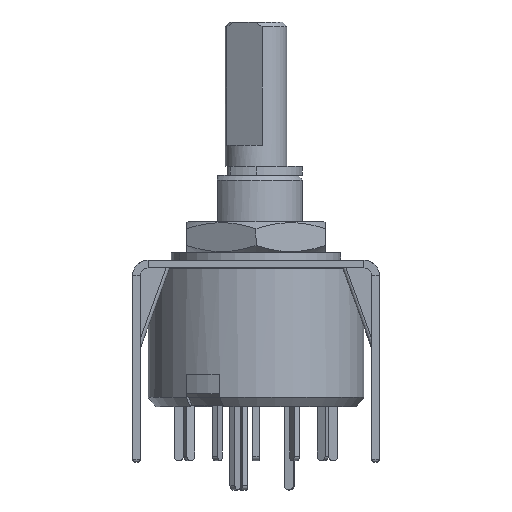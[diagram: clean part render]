
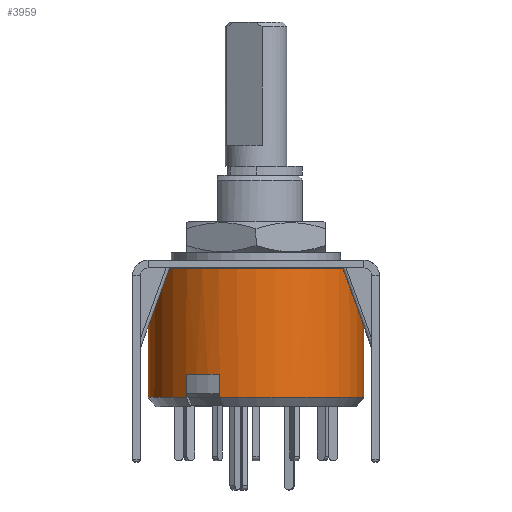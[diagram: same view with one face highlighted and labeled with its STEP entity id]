
A CAD part, front view. The second image highlights one B-rep face of the part: STEP entity #3959.
In plain terms, the highlighted cylindrical face has radius 7 mm (diameter 14 mm), a partial arc.
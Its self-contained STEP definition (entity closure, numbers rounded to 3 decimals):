
#203 = CARTESIAN_POINT ( 'NONE',  ( 0., 0., -7.4 ) ) ;
#810 = CARTESIAN_POINT ( 'NONE',  ( -4.526, -5.34, 9. ) ) ;
#875 = VECTOR ( 'NONE', #9372, 1000. ) ;
#1210 = CARTESIAN_POINT ( 'NONE',  ( -2.361, -6.59, -7.4 ) ) ;
#1460 = DIRECTION ( 'NONE',  ( 0., 0., -1. ) ) ;
#1705 = ORIENTED_EDGE ( 'NONE', *, *, #13741, .F. ) ;
#1875 = CARTESIAN_POINT ( 'NONE',  ( 0., 0., 9. ) ) ;
#2241 = CARTESIAN_POINT ( 'NONE',  ( -7., 0., -7.4 ) ) ;
#2270 = CARTESIAN_POINT ( 'NONE',  ( -7., 0., 0.95 ) ) ;
#2720 = EDGE_CURVE ( 'NONE', #14454, #10463, #17489, .T. ) ;
#2929 = DIRECTION ( 'NONE',  ( 1., 0., 0. ) ) ;
#3023 = CARTESIAN_POINT ( 'NONE',  ( 0., 0., -5.9 ) ) ;
#3166 = EDGE_CURVE ( 'NONE', #3650, #18400, #13851, .T. ) ;
#3264 = DIRECTION ( 'NONE',  ( 0., 0., -1. ) ) ;
#3650 = VERTEX_POINT ( 'NONE', #9775 ) ;
#3680 = ORIENTED_EDGE ( 'NONE', *, *, #10103, .T. ) ;
#3899 = DIRECTION ( 'NONE',  ( 1., 0., 0. ) ) ;
#3908 = FACE_OUTER_BOUND ( 'NONE', #15719, .T. ) ;
#3959 = ADVANCED_FACE ( 'NONE', ( #3908 ), #8389, .T. ) ;
#4508 = CARTESIAN_POINT ( 'NONE',  ( -4.526, -5.34, -7.4 ) ) ;
#5099 = AXIS2_PLACEMENT_3D ( 'NONE', #203, #11601, #2929 ) ;
#5807 = LINE ( 'NONE', #810, #8942 ) ;
#5810 = DIRECTION ( 'NONE',  ( 0., 0., 1. ) ) ;
#5840 = CARTESIAN_POINT ( 'NONE',  ( -4.526, -5.34, -5.9 ) ) ;
#6568 = ORIENTED_EDGE ( 'NONE', *, *, #15179, .F. ) ;
#6612 = DIRECTION ( 'NONE',  ( -1., 0., 0. ) ) ;
#7521 = AXIS2_PLACEMENT_3D ( 'NONE', #11128, #9437, #6612 ) ;
#7662 = DIRECTION ( 'NONE',  ( -1., 0., 0. ) ) ;
#7776 = EDGE_CURVE ( 'NONE', #3650, #14454, #16154, .T. ) ;
#8389 = CYLINDRICAL_SURFACE ( 'NONE', #9043, 7. ) ;
#8423 = CARTESIAN_POINT ( 'NONE',  ( -2.361, -6.59, -5.9 ) ) ;
#8942 = VECTOR ( 'NONE', #12497, 1000. ) ;
#9043 = AXIS2_PLACEMENT_3D ( 'NONE', #1875, #3264, #7662 ) ;
#9372 = DIRECTION ( 'NONE',  ( 0., 0., -1. ) ) ;
#9431 = ORIENTED_EDGE ( 'NONE', *, *, #3166, .F. ) ;
#9437 = DIRECTION ( 'NONE',  ( 0., 0., -1. ) ) ;
#9676 = CARTESIAN_POINT ( 'NONE',  ( 0., 0., -7.4 ) ) ;
#9775 = CARTESIAN_POINT ( 'NONE',  ( 7., 0., 0.95 ) ) ;
#9790 = VECTOR ( 'NONE', #12924, 1000. ) ;
#9915 = ORIENTED_EDGE ( 'NONE', *, *, #2720, .T. ) ;
#10103 = EDGE_CURVE ( 'NONE', #15137, #15550, #13563, .T. ) ;
#10463 = VERTEX_POINT ( 'NONE', #2241 ) ;
#10763 = AXIS2_PLACEMENT_3D ( 'NONE', #9676, #12542, #3899 ) ;
#10811 = ORIENTED_EDGE ( 'NONE', *, *, #7776, .T. ) ;
#11085 = EDGE_CURVE ( 'NONE', #15550, #14056, #15335, .T. ) ;
#11128 = CARTESIAN_POINT ( 'NONE',  ( 0., 0., 0.95 ) ) ;
#11202 = CARTESIAN_POINT ( 'NONE',  ( 7., 0., -7.4 ) ) ;
#11224 = AXIS2_PLACEMENT_3D ( 'NONE', #3023, #5810, #15978 ) ;
#11601 = DIRECTION ( 'NONE',  ( 0., 0., -1. ) ) ;
#11616 = ORIENTED_EDGE ( 'NONE', *, *, #17618, .T. ) ;
#12265 = CARTESIAN_POINT ( 'NONE',  ( -2.361, -6.59, 9. ) ) ;
#12497 = DIRECTION ( 'NONE',  ( 0., 0., 1. ) ) ;
#12542 = DIRECTION ( 'NONE',  ( 0., 0., -1. ) ) ;
#12633 = CIRCLE ( 'NONE', #5099, 7. ) ;
#12924 = DIRECTION ( 'NONE',  ( 0., 0., -1. ) ) ;
#13563 = CIRCLE ( 'NONE', #11224, 7. ) ;
#13741 = EDGE_CURVE ( 'NONE', #18540, #10463, #17771, .T. ) ;
#13826 = ORIENTED_EDGE ( 'NONE', *, *, #11085, .T. ) ;
#13851 = LINE ( 'NONE', #15998, #16357 ) ;
#14056 = VERTEX_POINT ( 'NONE', #1210 ) ;
#14454 = VERTEX_POINT ( 'NONE', #2270 ) ;
#15137 = VERTEX_POINT ( 'NONE', #5840 ) ;
#15179 = EDGE_CURVE ( 'NONE', #18400, #14056, #12633, .T. ) ;
#15335 = LINE ( 'NONE', #12265, #875 ) ;
#15550 = VERTEX_POINT ( 'NONE', #8423 ) ;
#15719 = EDGE_LOOP ( 'NONE', ( #9431, #10811, #9915, #1705, #11616, #3680, #13826, #6568 ) ) ;
#15978 = DIRECTION ( 'NONE',  ( -1., 0., 0. ) ) ;
#15998 = CARTESIAN_POINT ( 'NONE',  ( 7., 0., 9. ) ) ;
#16154 = CIRCLE ( 'NONE', #7521, 7. ) ;
#16357 = VECTOR ( 'NONE', #1460, 1000. ) ;
#17332 = CARTESIAN_POINT ( 'NONE',  ( -7., 0., 9. ) ) ;
#17489 = LINE ( 'NONE', #17332, #9790 ) ;
#17618 = EDGE_CURVE ( 'NONE', #18540, #15137, #5807, .T. ) ;
#17771 = CIRCLE ( 'NONE', #10763, 7. ) ;
#18400 = VERTEX_POINT ( 'NONE', #11202 ) ;
#18540 = VERTEX_POINT ( 'NONE', #4508 ) ;
